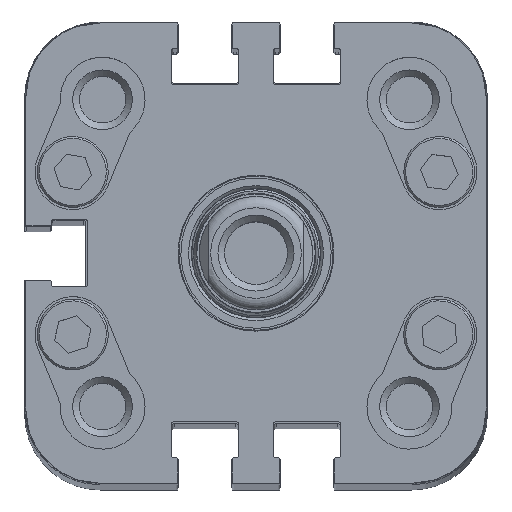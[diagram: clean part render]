
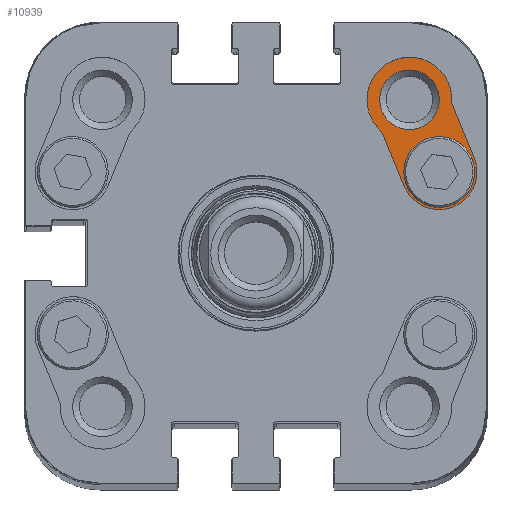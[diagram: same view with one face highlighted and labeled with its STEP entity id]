
A CAD part, top view. The second image highlights one B-rep face of the part: STEP entity #10939.
In plain terms, the highlighted planar face has unit normal (0, 0, 1).
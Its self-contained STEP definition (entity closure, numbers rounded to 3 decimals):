
#10876=CARTESIAN_POINT('',(17.725,12.667,89.2));
#10877=DIRECTION('',(0.0,0.0,1.0));
#10878=DIRECTION('',(1.0,0.0,0.0));
#10879=AXIS2_PLACEMENT_3D('',#10876,#10877,#10878);
#10880=PLANE('',#10879);
#10881=CARTESIAN_POINT('',(20.734,15.867,89.2));
#10882=VERTEX_POINT('',#10881);
#10883=CARTESIAN_POINT('',(13.336,12.821,89.2));
#10884=VERTEX_POINT('',#10883);
#10885=CARTESIAN_POINT('',(16.25,16.25,89.2));
#10886=DIRECTION('',(0.0,0.0,1.0));
#10887=DIRECTION('',(-0.996,0.085,0.0));
#10888=AXIS2_PLACEMENT_3D('',#10885,#10886,#10887);
#10889=CIRCLE('',#10888,4.5);
#10890=EDGE_CURVE('',#10882,#10884,#10889,.T.);
#10891=ORIENTED_EDGE('',*,*,#10890,.T.);
#10892=CARTESIAN_POINT('',(15.701,7.077,89.2));
#10893=VERTEX_POINT('',#10892);
#10894=CARTESIAN_POINT('',(13.336,12.821,89.2));
#10895=DIRECTION('',(0.381,-0.925,0.0));
#10896=VECTOR('',#10895,6.212);
#10897=LINE('',#10894,#10896);
#10898=EDGE_CURVE('',#10884,#10893,#10897,.T.);
#10899=ORIENTED_EDGE('',*,*,#10898,.T.);
#10900=CARTESIAN_POINT('',(23.099,10.123,89.2));
#10901=VERTEX_POINT('',#10900);
#10902=CARTESIAN_POINT('',(19.4,8.6,89.2));
#10903=DIRECTION('',(0.0,0.0,1.0));
#10904=DIRECTION('',(0.925,0.381,0.0));
#10905=AXIS2_PLACEMENT_3D('',#10902,#10903,#10904);
#10906=CIRCLE('',#10905,4.0);
#10907=EDGE_CURVE('',#10893,#10901,#10906,.T.);
#10908=ORIENTED_EDGE('',*,*,#10907,.T.);
#10909=CARTESIAN_POINT('',(23.099,10.123,89.2));
#10910=DIRECTION('',(-0.381,0.925,0.0));
#10911=VECTOR('',#10910,6.212);
#10912=LINE('',#10909,#10911);
#10913=EDGE_CURVE('',#10901,#10882,#10912,.T.);
#10914=ORIENTED_EDGE('',*,*,#10913,.T.);
#10915=EDGE_LOOP('',(#10891,#10899,#10908,#10914));
#10916=FACE_OUTER_BOUND('',#10915,.T.);
#10917=CARTESIAN_POINT('',(22.668,9.988,89.2));
#10918=VERTEX_POINT('',#10917);
#10919=CARTESIAN_POINT('',(19.4,8.6,89.2));
#10920=DIRECTION('',(0.0,0.0,1.0));
#10921=DIRECTION('',(-0.92,-0.391,0.0));
#10922=AXIS2_PLACEMENT_3D('',#10919,#10920,#10921);
#10923=CIRCLE('',#10922,3.55);
#10924=EDGE_CURVE('',#10918,#10918,#10923,.T.);
#10925=ORIENTED_EDGE('',*,*,#10924,.F.);
#10926=EDGE_LOOP('',(#10925));
#10927=FACE_BOUND('',#10926,.T.);
#10928=CARTESIAN_POINT('',(13.092,16.25,89.2));
#10929=VERTEX_POINT('',#10928);
#10930=CARTESIAN_POINT('',(16.25,16.25,89.2));
#10931=DIRECTION('',(0.0,0.0,1.0));
#10932=DIRECTION('',(1.0,0.0,0.0));
#10933=AXIS2_PLACEMENT_3D('',#10930,#10931,#10932);
#10934=CIRCLE('',#10933,3.159);
#10935=EDGE_CURVE('',#10929,#10929,#10934,.T.);
#10936=ORIENTED_EDGE('',*,*,#10935,.F.);
#10937=EDGE_LOOP('',(#10936));
#10938=FACE_BOUND('',#10937,.T.);
#10939=ADVANCED_FACE('',(#10916,#10927,#10938),#10880,.T.);
